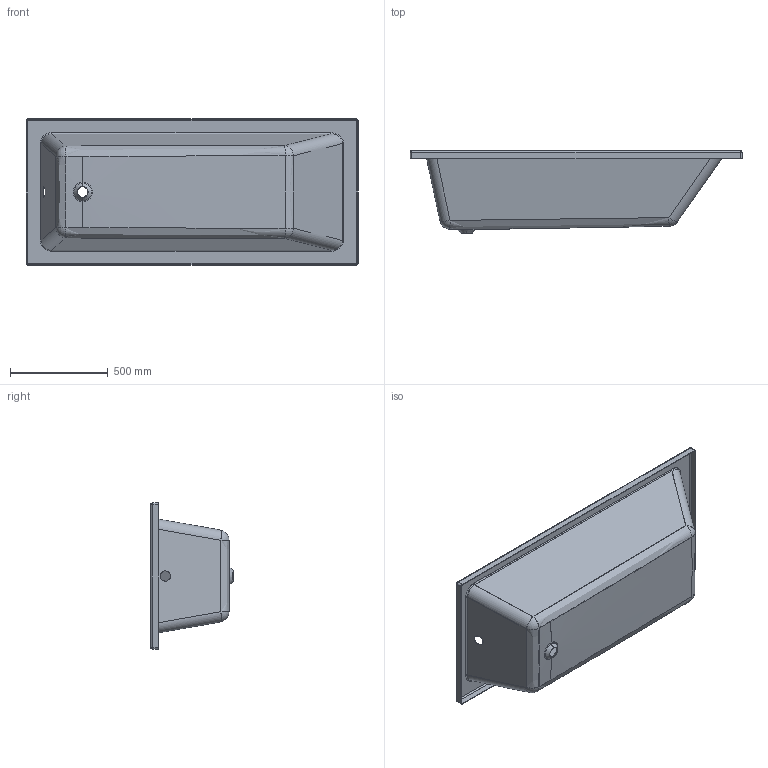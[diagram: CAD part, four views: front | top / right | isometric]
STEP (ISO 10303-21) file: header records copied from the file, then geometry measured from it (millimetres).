
FILE_DESCRIPTION (( 'STEP AP203' ), '1' );
FILE_NAME ('805847000630000.STEP', '2022-07-27T12:06:53', ( '' ), ( '' ), 'SwSTEP 2.0', 'SolidWorks 2017', '' );
FILE_SCHEMA (( 'CONFIG_CONTROL_DESIGN' ));
Length unit declared in the file: millimetre
Products named in the file (1): 805847000630000
Bounding box: 1700 x 422.2 x 750 mm (x, y, z)
Volume: 8064252.6 mm3; surface area: 5056846.3 mm2
Topology: 1 solids, 1 shells, 109 faces, 244 edges, 130 vertices
Faces by surface type: cylinder 34, sphere 22, bspline 20, plane 19, cone 10, torus 4
Entity records: 3985 total; most frequent: CARTESIAN_POINT 1682, DIRECTION 472, ORIENTED_EDGE 472, EDGE_CURVE 236, AXIS2_PLACEMENT_3D 194, VERTEX_POINT 130, EDGE_LOOP 114, FACE_OUTER_BOUND 109
